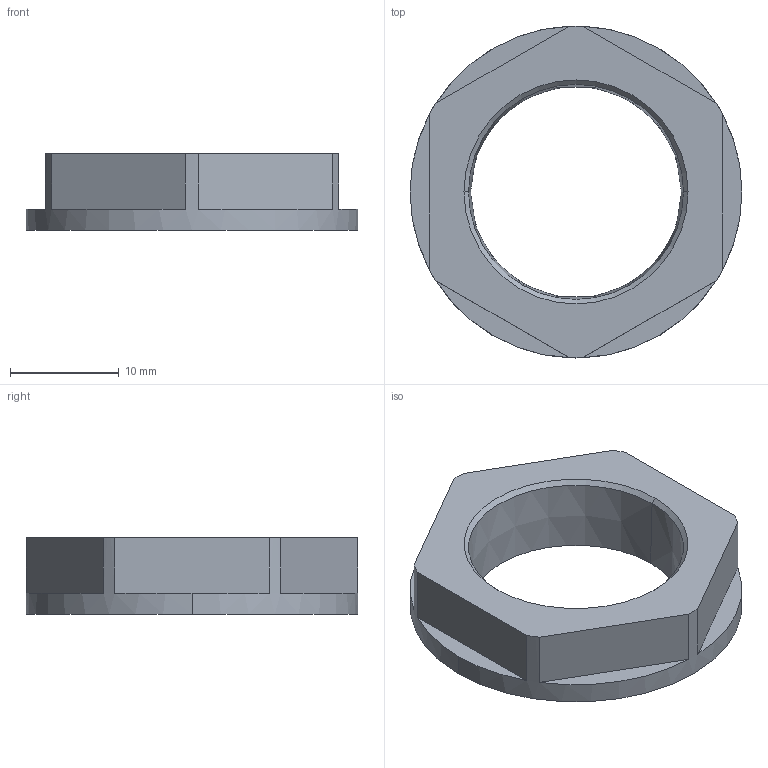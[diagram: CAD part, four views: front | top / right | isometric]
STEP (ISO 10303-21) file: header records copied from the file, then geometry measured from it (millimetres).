
FILE_DESCRIPTION (( 'STEP AP203' ), '1' );
FILE_NAME ('BPL-12.step', '2016-02-11T13:29:23', ( '' ), ( '' ), 'SwSTEP 2.0', 'SolidWorks 2015', '' );
FILE_SCHEMA (( 'CONFIG_CONTROL_DESIGN' ));
Length unit declared in the file: inch
Products named in the file (1): BPL-12
Bounding box: 30.48 x 30.48 x 7.01 mm (x, y, z)
Volume: 2487.8 mm3; surface area: 1928.6 mm2
Topology: 1 solids, 1 shells, 20 faces, 52 edges, 34 vertices
Faces by surface type: plane 14, cone 4, cylinder 2
Entity records: 705 total; most frequent: DIRECTION 116, CARTESIAN_POINT 107, ORIENTED_EDGE 104, EDGE_CURVE 52, AXIS2_PLACEMENT_3D 43, VERTEX_POINT 34, VECTOR 30, LINE 30
